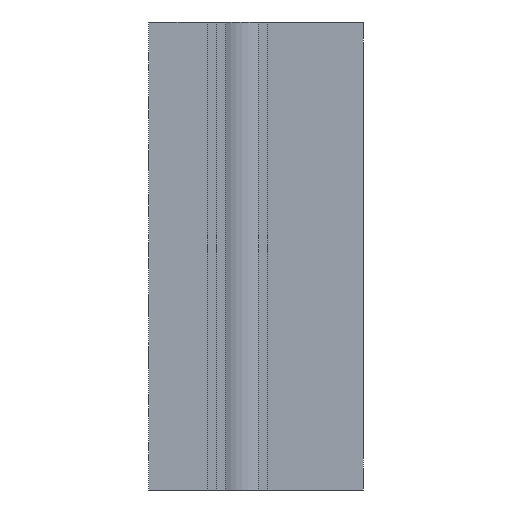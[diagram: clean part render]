
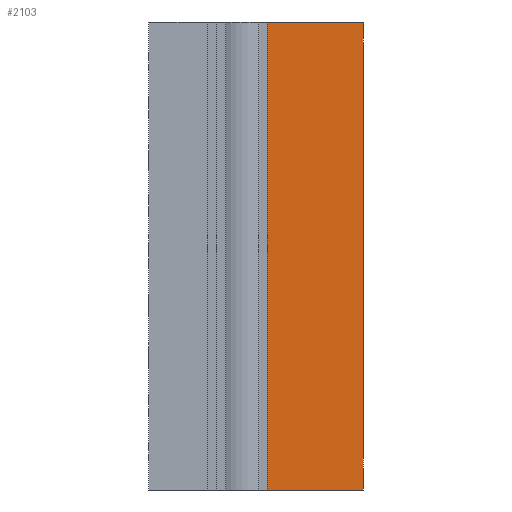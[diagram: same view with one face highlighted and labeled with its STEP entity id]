
A CAD part, left-side view. The second image highlights one B-rep face of the part: STEP entity #2103.
In plain terms, the highlighted planar face has unit normal (-1, 0, 0).
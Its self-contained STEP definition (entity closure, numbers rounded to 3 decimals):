
#47=PLANE('',#2265);
#312=ORIENTED_EDGE('',*,*,#849,.T.);
#313=ORIENTED_EDGE('',*,*,#850,.F.);
#314=ORIENTED_EDGE('',*,*,#851,.F.);
#315=ORIENTED_EDGE('',*,*,#847,.T.);
#847=EDGE_CURVE('',#1109,#1108,#1315,.T.);
#849=EDGE_CURVE('',#1108,#1110,#1317,.T.);
#850=EDGE_CURVE('',#1111,#1110,#1318,.T.);
#851=EDGE_CURVE('',#1109,#1111,#1319,.T.);
#1108=VERTEX_POINT('',#3282);
#1109=VERTEX_POINT('',#3284);
#1110=VERTEX_POINT('',#3288);
#1111=VERTEX_POINT('',#3290);
#1315=LINE('',#3283,#1451);
#1317=LINE('',#3287,#1453);
#1318=LINE('',#3289,#1454);
#1319=LINE('',#3291,#1455);
#1451=VECTOR('',#2599,1000.);
#1453=VECTOR('',#2603,1000.);
#1454=VECTOR('',#2604,1000.);
#1455=VECTOR('',#2605,1000.);
#1564=EDGE_LOOP('',(#312,#313,#314,#315));
#1802=FACE_BOUND('',#1564,.T.);
#2103=ADVANCED_FACE('',(#1802),#47,.F.);
#2265=AXIS2_PLACEMENT_3D('',#3286,#2601,#2602);
#2599=DIRECTION('',(0.,0.,-1.));
#2601=DIRECTION('',(1.,0.,0.));
#2602=DIRECTION('',(0.,0.,-1.));
#2603=DIRECTION('',(0.,-1.,0.));
#2604=DIRECTION('',(0.,0.,-1.));
#2605=DIRECTION('',(0.,-1.,0.));
#3282=CARTESIAN_POINT('',(-68.4,13.55,0.));
#3283=CARTESIAN_POINT('',(-68.4,13.55,66.));
#3284=CARTESIAN_POINT('',(-68.4,13.55,66.));
#3286=CARTESIAN_POINT('',(-68.4,13.55,66.));
#3287=CARTESIAN_POINT('',(-68.4,13.55,0.));
#3288=CARTESIAN_POINT('',(-68.4,0.,0.));
#3289=CARTESIAN_POINT('',(-68.4,0.,66.));
#3290=CARTESIAN_POINT('',(-68.4,0.,66.));
#3291=CARTESIAN_POINT('',(-68.4,13.55,66.));
